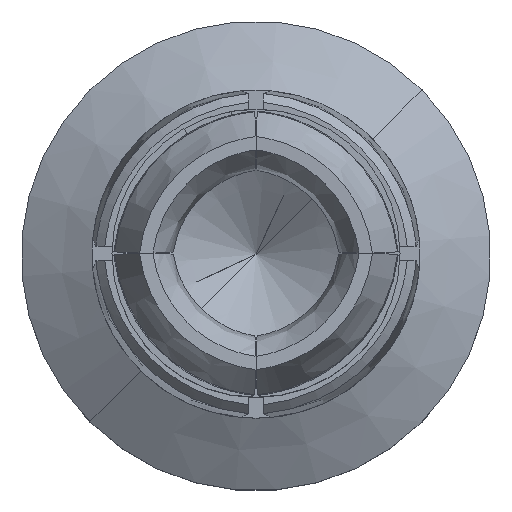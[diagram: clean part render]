
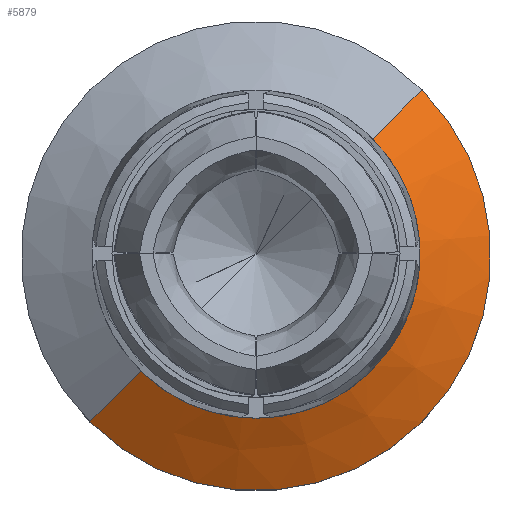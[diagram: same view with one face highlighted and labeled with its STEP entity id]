
A CAD part, top view. The second image highlights one B-rep face of the part: STEP entity #5879.
In plain terms, the highlighted conical face has half-angle 61 degrees and reference radius 2.2 mm.
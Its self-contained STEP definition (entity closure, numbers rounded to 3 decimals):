
#2104=CARTESIAN_POINT('',(0.,0.,-10.401));
#2105=DIRECTION('',(0.,0.,-1.));
#2106=DIRECTION('',(0.707,0.707,0.));
#2107=AXIS2_PLACEMENT_3D('',#2104,#2105,#2106);
#2124=CARTESIAN_POINT('',(0.,0.,-10.9));
#2125=DIRECTION('',(0.,0.,-1.));
#2126=DIRECTION('',(0.707,0.707,0.));
#2127=AXIS2_PLACEMENT_3D('',#2124,#2125,#2126);
#2129=DIRECTION('',(0.618,0.618,0.485));
#2130=VECTOR('',#2129,1.029);
#2131=CARTESIAN_POINT('',(-1.874,-1.874,-10.9));
#2132=LINE('',#2131,#2130);
#2138=DIRECTION('',(-0.618,-0.618,0.485));
#2139=VECTOR('',#2138,1.029);
#2140=CARTESIAN_POINT('',(1.874,1.874,-10.9));
#2141=LINE('',#2140,#2139);
#2458=CARTESIAN_POINT('',(1.874,1.874,-10.9));
#2459=CARTESIAN_POINT('',(-1.874,-1.874,-10.9));
#2460=VERTEX_POINT('',#2458);
#2461=VERTEX_POINT('',#2459);
#2506=CARTESIAN_POINT('',(1.237,1.237,-10.401));
#2507=CARTESIAN_POINT('',(-1.237,-1.237,
-10.401));
#2508=VERTEX_POINT('',#2506);
#2509=VERTEX_POINT('',#2507);
#5865=CARTESIAN_POINT('',(0.,0.,-10.651));
#5866=DIRECTION('',(0.,0.,-1.));
#5867=DIRECTION('',(-0.707,-0.707,0.));
#5868=AXIS2_PLACEMENT_3D('',#5865,#5866,#5867);
#5869=CONICAL_SURFACE('',#5868,2.2,61.);
#5870=ORIENTED_EDGE('',*,*,#5854,.F.);
#5872=ORIENTED_EDGE('',*,*,#5871,.F.);
#5874=ORIENTED_EDGE('',*,*,#5873,.T.);
#5876=ORIENTED_EDGE('',*,*,#5875,.T.);
#5877=EDGE_LOOP('',(#5870,#5872,#5874,#5876));
#5878=FACE_OUTER_BOUND('',#5877,.F.);
#2108=CIRCLE('',#2107,1.75);
#2128=CIRCLE('',#2127,2.65);
#5854=EDGE_CURVE('',#2508,#2509,#2108,.T.);
#5871=EDGE_CURVE('',#2460,#2508,#2141,.T.);
#5873=EDGE_CURVE('',#2460,#2461,#2128,.T.);
#5875=EDGE_CURVE('',#2461,#2509,#2132,.T.);
#5879=ADVANCED_FACE('',(#5878),#5869,.T.);
